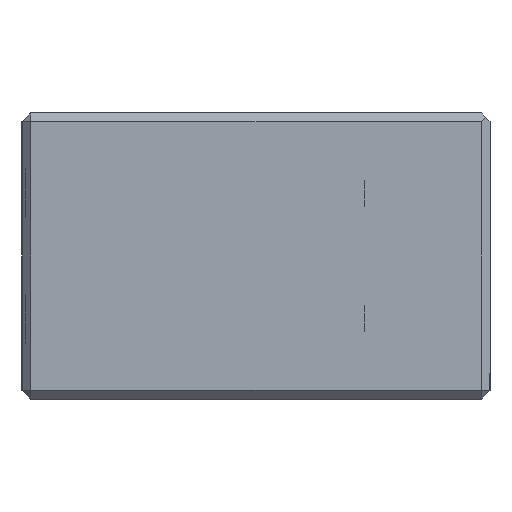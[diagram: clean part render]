
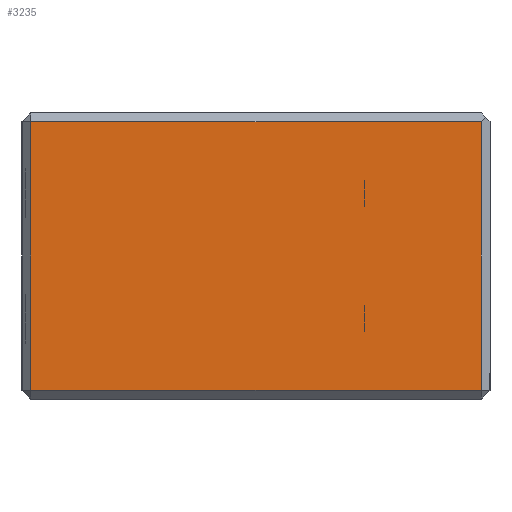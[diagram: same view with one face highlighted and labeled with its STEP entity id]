
A CAD part, left-side view. The second image highlights one B-rep face of the part: STEP entity #3235.
In plain terms, the highlighted planar face has unit normal (-1, 0, 0).
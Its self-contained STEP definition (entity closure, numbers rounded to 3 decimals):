
#168=PLANE('',#3533);
#331=FACE_OUTER_BOUND('',#559,.T.);
#559=EDGE_LOOP('',(#2724,#2725,#2726,#2727));
#878=LINE('',#5235,#1213);
#883=LINE('',#5244,#1218);
#888=LINE('',#5252,#1223);
#899=LINE('',#5273,#1234);
#1213=VECTOR('',#4228,10.);
#1218=VECTOR('',#4237,10.);
#1223=VECTOR('',#4246,10.);
#1234=VECTOR('',#4275,10.);
#1654=VERTEX_POINT('',#5229);
#1655=VERTEX_POINT('',#5234);
#1657=VERTEX_POINT('',#5240);
#1658=VERTEX_POINT('',#5247);
#2024=EDGE_CURVE('',#1654,#1655,#878,.T.);
#2029=EDGE_CURVE('',#1655,#1657,#883,.T.);
#2034=EDGE_CURVE('',#1658,#1654,#888,.T.);
#2045=EDGE_CURVE('',#1657,#1658,#899,.T.);
#2724=ORIENTED_EDGE('',*,*,#2024,.F.);
#2725=ORIENTED_EDGE('',*,*,#2034,.F.);
#2726=ORIENTED_EDGE('',*,*,#2045,.F.);
#2727=ORIENTED_EDGE('',*,*,#2029,.F.);
#3235=ADVANCED_FACE('',(#331),#168,.T.);
#3533=AXIS2_PLACEMENT_3D('',#5283,#4286,#4287);
#4228=DIRECTION('',(0.,-1.,0.));
#4237=DIRECTION('',(0.,0.,-1.));
#4246=DIRECTION('',(0.,0.,1.));
#4275=DIRECTION('',(0.,1.,0.));
#4286=DIRECTION('center_axis',(-1.,0.,0.));
#4287=DIRECTION('ref_axis',(0.,1.,0.));
#5229=CARTESIAN_POINT('',(-45.3,16.225,4.5));
#5234=CARTESIAN_POINT('',(-45.3,-8.925,4.5));
#5235=CARTESIAN_POINT('',(-45.3,-2.887,4.5));
#5240=CARTESIAN_POINT('',(-45.3,-8.925,-10.5));
#5244=CARTESIAN_POINT('',(-45.3,-8.925,5.));
#5247=CARTESIAN_POINT('',(-45.3,16.225,-10.5));
#5252=CARTESIAN_POINT('',(-45.3,16.225,5.));
#5273=CARTESIAN_POINT('',(-45.3,-2.887,-10.5));
#5283=CARTESIAN_POINT('Origin',(-45.3,-9.425,5.));
